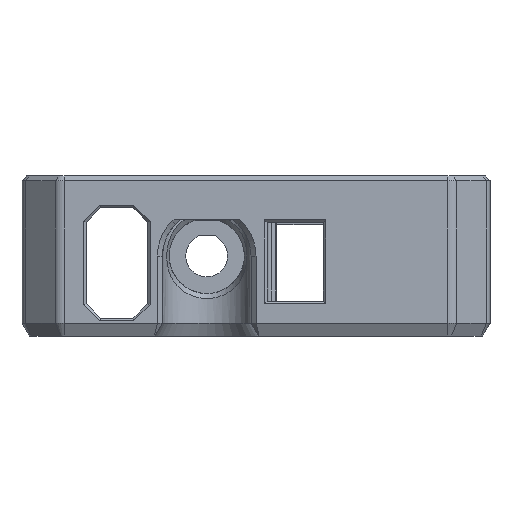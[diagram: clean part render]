
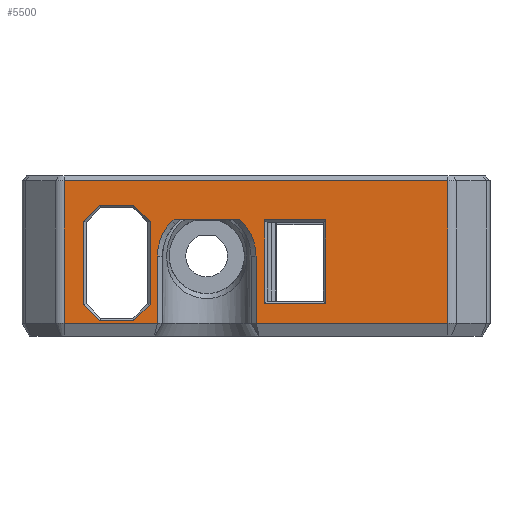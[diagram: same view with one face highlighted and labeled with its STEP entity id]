
A CAD part, front view. The second image highlights one B-rep face of the part: STEP entity #5500.
In plain terms, the highlighted planar face has unit normal (0, -1, 0).
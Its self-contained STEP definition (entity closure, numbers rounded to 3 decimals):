
#32=FACE_BOUND('',#2117,.T.);
#33=FACE_BOUND('',#2118,.T.);
#301=LINE('',#9091,#843);
#311=LINE('',#9112,#853);
#326=LINE('',#9143,#868);
#329=LINE('',#9156,#871);
#334=LINE('',#9179,#876);
#470=LINE('',#9625,#1012);
#472=LINE('',#9629,#1014);
#474=LINE('',#9633,#1016);
#476=LINE('',#9637,#1018);
#478=LINE('',#9641,#1020);
#480=LINE('',#9645,#1022);
#482=LINE('',#9648,#1024);
#520=LINE('',#9755,#1062);
#536=LINE('',#9796,#1078);
#544=LINE('',#9812,#1086);
#547=LINE('',#9821,#1089);
#548=LINE('',#9822,#1090);
#549=LINE('',#9824,#1091);
#550=LINE('',#9828,#1092);
#551=LINE('',#9830,#1093);
#552=LINE('',#9832,#1094);
#553=LINE('',#9835,#1095);
#843=VECTOR('',#6547,10.);
#853=VECTOR('',#6563,10.);
#868=VECTOR('',#6582,10.);
#871=VECTOR('',#6597,10.);
#876=VECTOR('',#6620,10.);
#1012=VECTOR('',#7016,10.);
#1014=VECTOR('',#7020,10.);
#1016=VECTOR('',#7024,10.);
#1018=VECTOR('',#7028,10.);
#1020=VECTOR('',#7032,10.);
#1022=VECTOR('',#7036,10.);
#1024=VECTOR('',#7040,10.);
#1062=VECTOR('',#7152,10.);
#1078=VECTOR('',#7192,10.);
#1086=VECTOR('',#7208,10.);
#1089=VECTOR('',#7219,10.);
#1090=VECTOR('',#7220,10.);
#1091=VECTOR('',#7221,10.);
#1092=VECTOR('',#7224,10.);
#1093=VECTOR('',#7225,10.);
#1094=VECTOR('',#7226,10.);
#1095=VECTOR('',#7229,10.);
#1328=PLANE('',#5970);
#1541=CIRCLE('',#5971,4.);
#1542=CIRCLE('',#5972,4.);
#1797=FACE_OUTER_BOUND('',#2116,.T.);
#2116=EDGE_LOOP('',(#4626,#4627,#4628,#4629,#4630,#4631,#4632,#4633,#4634,
#4635,#4636,#4637));
#2117=EDGE_LOOP('',(#4638,#4639,#4640,#4641,#4642,#4643,#4644,#4645));
#2118=EDGE_LOOP('',(#4646,#4647,#4648,#4649));
#2492=VERTEX_POINT('',#9084);
#2495=VERTEX_POINT('',#9089);
#2500=VERTEX_POINT('',#9105);
#2503=VERTEX_POINT('',#9110);
#2514=VERTEX_POINT('',#9136);
#2517=VERTEX_POINT('',#9141);
#2710=VERTEX_POINT('',#9624);
#2711=VERTEX_POINT('',#9628);
#2712=VERTEX_POINT('',#9632);
#2713=VERTEX_POINT('',#9636);
#2714=VERTEX_POINT('',#9640);
#2715=VERTEX_POINT('',#9644);
#2745=VERTEX_POINT('',#9745);
#2747=VERTEX_POINT('',#9754);
#2756=VERTEX_POINT('',#9783);
#2760=VERTEX_POINT('',#9795);
#2764=VERTEX_POINT('',#9810);
#2766=VERTEX_POINT('',#9820);
#2767=VERTEX_POINT('',#9823);
#2768=VERTEX_POINT('',#9825);
#2769=VERTEX_POINT('',#9827);
#2770=VERTEX_POINT('',#9829);
#2771=VERTEX_POINT('',#9831);
#2772=VERTEX_POINT('',#9833);
#3089=EDGE_CURVE('',#2495,#2492,#301,.T.);
#3099=EDGE_CURVE('',#2503,#2500,#311,.T.);
#3114=EDGE_CURVE('',#2517,#2514,#326,.T.);
#3121=EDGE_CURVE('',#2500,#2517,#329,.T.);
#3133=EDGE_CURVE('',#2514,#2503,#334,.T.);
#3366=EDGE_CURVE('',#2492,#2710,#470,.T.);
#3368=EDGE_CURVE('',#2710,#2711,#472,.T.);
#3370=EDGE_CURVE('',#2711,#2712,#474,.T.);
#3372=EDGE_CURVE('',#2712,#2713,#476,.T.);
#3374=EDGE_CURVE('',#2713,#2714,#478,.T.);
#3376=EDGE_CURVE('',#2714,#2715,#480,.T.);
#3378=EDGE_CURVE('',#2715,#2495,#482,.T.);
#3432=EDGE_CURVE('',#2747,#2745,#520,.T.);
#3453=EDGE_CURVE('',#2756,#2760,#536,.T.);
#3462=EDGE_CURVE('',#2764,#2756,#544,.T.);
#3466=EDGE_CURVE('',#2766,#2764,#547,.T.);
#3467=EDGE_CURVE('',#2745,#2766,#548,.T.);
#3468=EDGE_CURVE('',#2767,#2747,#549,.T.);
#3469=EDGE_CURVE('',#2768,#2767,#1541,.T.);
#3470=EDGE_CURVE('',#2769,#2768,#550,.T.);
#3471=EDGE_CURVE('',#2769,#2770,#551,.T.);
#3472=EDGE_CURVE('',#2771,#2770,#552,.T.);
#3473=EDGE_CURVE('',#2772,#2771,#1542,.T.);
#3474=EDGE_CURVE('',#2760,#2772,#553,.T.);
#4626=ORIENTED_EDGE('',*,*,#3453,.F.);
#4627=ORIENTED_EDGE('',*,*,#3462,.F.);
#4628=ORIENTED_EDGE('',*,*,#3466,.F.);
#4629=ORIENTED_EDGE('',*,*,#3467,.F.);
#4630=ORIENTED_EDGE('',*,*,#3432,.F.);
#4631=ORIENTED_EDGE('',*,*,#3468,.F.);
#4632=ORIENTED_EDGE('',*,*,#3469,.F.);
#4633=ORIENTED_EDGE('',*,*,#3470,.F.);
#4634=ORIENTED_EDGE('',*,*,#3471,.T.);
#4635=ORIENTED_EDGE('',*,*,#3472,.F.);
#4636=ORIENTED_EDGE('',*,*,#3473,.F.);
#4637=ORIENTED_EDGE('',*,*,#3474,.F.);
#4638=ORIENTED_EDGE('',*,*,#3378,.F.);
#4639=ORIENTED_EDGE('',*,*,#3376,.F.);
#4640=ORIENTED_EDGE('',*,*,#3374,.F.);
#4641=ORIENTED_EDGE('',*,*,#3372,.F.);
#4642=ORIENTED_EDGE('',*,*,#3370,.F.);
#4643=ORIENTED_EDGE('',*,*,#3368,.F.);
#4644=ORIENTED_EDGE('',*,*,#3366,.F.);
#4645=ORIENTED_EDGE('',*,*,#3089,.F.);
#4646=ORIENTED_EDGE('',*,*,#3133,.F.);
#4647=ORIENTED_EDGE('',*,*,#3114,.F.);
#4648=ORIENTED_EDGE('',*,*,#3121,.F.);
#4649=ORIENTED_EDGE('',*,*,#3099,.F.);
#5500=ADVANCED_FACE('',(#1797,#32,#33),#1328,.T.);
#5970=AXIS2_PLACEMENT_3D('',#9819,#7217,#7218);
#5971=AXIS2_PLACEMENT_3D('',#9826,#7222,#7223);
#5972=AXIS2_PLACEMENT_3D('',#9834,#7227,#7228);
#6547=DIRECTION('',(1.,0.,0.));
#6563=DIRECTION('',(0.,0.,1.));
#6582=DIRECTION('',(0.,0.,-1.));
#6597=DIRECTION('',(-1.,0.,0.));
#6620=DIRECTION('',(1.,0.,0.));
#7016=DIRECTION('',(0.707,0.,0.707));
#7020=DIRECTION('',(0.,0.,1.));
#7024=DIRECTION('',(-0.707,0.,0.707));
#7028=DIRECTION('',(-1.,0.,0.));
#7032=DIRECTION('',(-0.707,0.,-0.707));
#7036=DIRECTION('',(0.,0.,-1.));
#7040=DIRECTION('',(0.707,0.,-0.707));
#7152=DIRECTION('',(-1.,0.,0.));
#7192=DIRECTION('',(-1.,0.,0.));
#7208=DIRECTION('',(0.,0.,-1.));
#7217=DIRECTION('center_axis',(0.,-1.,0.));
#7218=DIRECTION('ref_axis',(1.,0.,0.));
#7219=DIRECTION('',(1.,0.,0.));
#7220=DIRECTION('',(0.,0.,1.));
#7221=DIRECTION('',(0.,0.,-1.));
#7222=DIRECTION('center_axis',(0.,-1.,0.));
#7223=DIRECTION('ref_axis',(-1.,0.,0.));
#7224=DIRECTION('',(-0.707,0.,-0.707));
#7225=DIRECTION('',(1.,0.,0.));
#7226=DIRECTION('',(-0.707,0.,0.707));
#7227=DIRECTION('center_axis',(0.,-1.,0.));
#7228=DIRECTION('ref_axis',(1.,0.,0.));
#7229=DIRECTION('',(0.,0.,1.));
#9084=CARTESIAN_POINT('',(-5.917,-16.5,1.237));
#9089=CARTESIAN_POINT('',(-8.683,-16.5,1.237));
#9091=CARTESIAN_POINT('',(-11.15,-16.5,1.237));
#9105=CARTESIAN_POINT('',(9.672,-16.5,9.437));
#9110=CARTESIAN_POINT('',(9.672,-16.5,2.637));
#9112=CARTESIAN_POINT('',(9.672,-16.5,4.468));
#9136=CARTESIAN_POINT('',(4.692,-16.5,2.637));
#9141=CARTESIAN_POINT('',(4.692,-16.5,9.437));
#9143=CARTESIAN_POINT('',(4.692,-16.5,8.937));
#9156=CARTESIAN_POINT('',(-3.721,-16.5,9.437));
#9179=CARTESIAN_POINT('',(-4.659,-16.5,2.637));
#9624=CARTESIAN_POINT('',(-4.6,-16.5,2.554));
#9625=CARTESIAN_POINT('',(-8.168,-16.5,-1.014));
#9628=CARTESIAN_POINT('',(-4.6,-16.5,9.32));
#9629=CARTESIAN_POINT('',(-4.6,-16.5,0.718));
#9632=CARTESIAN_POINT('',(-5.917,-16.5,10.637));
#9633=CARTESIAN_POINT('',(-5.199,-16.5,9.919));
#9636=CARTESIAN_POINT('',(-8.683,-16.5,10.637));
#9637=CARTESIAN_POINT('',(-11.15,-16.5,10.637));
#9640=CARTESIAN_POINT('',(-10.,-16.5,9.32));
#9641=CARTESIAN_POINT('',(-13.251,-16.5,6.069));
#9644=CARTESIAN_POINT('',(-10.,-16.5,2.554));
#9645=CARTESIAN_POINT('',(-10.,-16.5,0.718));
#9648=CARTESIAN_POINT('',(-10.282,-16.5,2.836));
#9745=CARTESIAN_POINT('',(-11.586,-16.5,1.039));
#9754=CARTESIAN_POINT('',(-4.,-16.5,1.039));
#9755=CARTESIAN_POINT('',(-7.5,-16.5,1.039));
#9783=CARTESIAN_POINT('',(19.586,-16.5,1.039));
#9795=CARTESIAN_POINT('',(4.,-16.5,1.039));
#9796=CARTESIAN_POINT('',(-7.5,-16.5,1.039));
#9810=CARTESIAN_POINT('',(19.586,-16.5,12.6));
#9812=CARTESIAN_POINT('',(19.586,-16.5,3.25));
#9819=CARTESIAN_POINT('Origin',(-15.,-16.5,0.));
#9820=CARTESIAN_POINT('',(-11.586,-16.5,12.6));
#9821=CARTESIAN_POINT('',(-7.5,-16.5,12.6));
#9822=CARTESIAN_POINT('',(-11.586,-16.5,0.));
#9823=CARTESIAN_POINT('',(-4.,-16.5,6.5));
#9824=CARTESIAN_POINT('',(-4.,-16.5,0.));
#9825=CARTESIAN_POINT('',(-2.828,-16.5,9.328));
#9826=CARTESIAN_POINT('Origin',(0.,-16.5,6.5));
#9827=CARTESIAN_POINT('',(-2.657,-16.5,9.5));
#9828=CARTESIAN_POINT('',(-8.203,-16.5,3.953));
#9829=CARTESIAN_POINT('',(2.657,-16.5,9.5));
#9830=CARTESIAN_POINT('',(-8.121,-16.5,9.5));
#9831=CARTESIAN_POINT('',(2.828,-16.5,9.328));
#9832=CARTESIAN_POINT('',(0.264,-16.5,11.893));
#9833=CARTESIAN_POINT('',(4.,-16.5,6.5));
#9834=CARTESIAN_POINT('Origin',(0.,-16.5,6.5));
#9835=CARTESIAN_POINT('',(4.,-16.5,0.));
